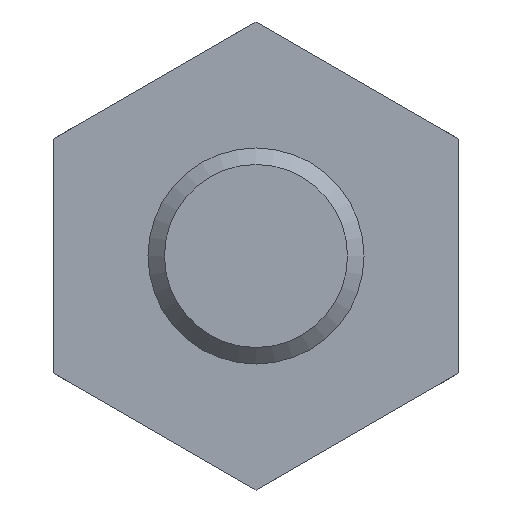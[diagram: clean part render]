
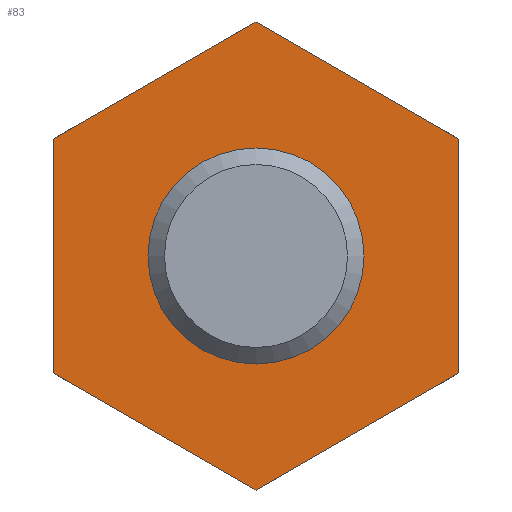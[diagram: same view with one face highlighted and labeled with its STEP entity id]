
A CAD part, front view. The second image highlights one B-rep face of the part: STEP entity #83.
In plain terms, the highlighted planar face has unit normal (0, -1, 0).
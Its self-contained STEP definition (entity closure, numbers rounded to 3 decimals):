
#83 = ADVANCED_FACE( '', ( #172, #173 ), #174, .F. );
#172 = FACE_BOUND( '', #267, .T. );
#173 = FACE_OUTER_BOUND( '', #268, .T. );
#174 = PLANE( '', #269 );
#267 = EDGE_LOOP( '', ( #435 ) );
#268 = EDGE_LOOP( '', ( #436, #437, #438, #439, #440, #441 ) );
#269 = AXIS2_PLACEMENT_3D( '', #442, #443, #444 );
#435 = ORIENTED_EDGE( '', *, *, #586, .F. );
#436 = ORIENTED_EDGE( '', *, *, #576, .T. );
#437 = ORIENTED_EDGE( '', *, *, #587, .T. );
#438 = ORIENTED_EDGE( '', *, *, #530, .T. );
#439 = ORIENTED_EDGE( '', *, *, #588, .T. );
#440 = ORIENTED_EDGE( '', *, *, #549, .T. );
#441 = ORIENTED_EDGE( '', *, *, #579, .T. );
#442 = CARTESIAN_POINT( '', ( 17.5, 0., 0. ) );
#443 = DIRECTION( '', ( 0., 1., 0. ) );
#444 = DIRECTION( '', ( 0., 0., 1. ) );
#530 = EDGE_CURVE( '', #618, #616, #619, .T. );
#549 = EDGE_CURVE( '', #650, #648, #651, .T. );
#576 = EDGE_CURVE( '', #689, #687, #690, .T. );
#579 = EDGE_CURVE( '', #648, #689, #693, .T. );
#586 = EDGE_CURVE( '', #702, #702, #703, .T. );
#587 = EDGE_CURVE( '', #687, #618, #704, .T. );
#588 = EDGE_CURVE( '', #616, #650, #705, .T. );
#616 = VERTEX_POINT( '', #745 );
#618 = VERTEX_POINT( '', #748 );
#619 = LINE( '', #749, #750 );
#648 = VERTEX_POINT( '', #812 );
#650 = VERTEX_POINT( '', #815 );
#651 = LINE( '', #816, #817 );
#687 = VERTEX_POINT( '', #914 );
#689 = VERTEX_POINT( '', #917 );
#690 = LINE( '', #918, #919 );
#693 = LINE( '', #923, #924 );
#702 = VERTEX_POINT( '', #934 );
#703 = CIRCLE( '', #935, 6.4 );
#704 = LINE( '', #936, #937 );
#705 = LINE( '', #938, #939 );
#745 = CARTESIAN_POINT( '', ( 0., 0., -17.321 ) );
#748 = CARTESIAN_POINT( '', ( -15., 0., -8.66 ) );
#749 = CARTESIAN_POINT( '', ( 5.625, 0., -20.568 ) );
#750 = VECTOR( '', #987, 1000. );
#812 = CARTESIAN_POINT( '', ( 15., 0., 8.66 ) );
#815 = CARTESIAN_POINT( '', ( 15., 0., -8.66 ) );
#816 = CARTESIAN_POINT( '', ( 15., 0., 0. ) );
#817 = VECTOR( '', #1007, 1000. );
#914 = CARTESIAN_POINT( '', ( -15., 0., 8.66 ) );
#917 = CARTESIAN_POINT( '', ( 0., 0., 17.321 ) );
#918 = CARTESIAN_POINT( '', ( 5.625, 0., 20.568 ) );
#919 = VECTOR( '', #1035, 1000. );
#923 = CARTESIAN_POINT( '', ( 20.625, 0., 5.413 ) );
#924 = VECTOR( '', #1037, 1000. );
#934 = CARTESIAN_POINT( '', ( 0., 0., -6.4 ) );
#935 = AXIS2_PLACEMENT_3D( '', #1045, #1046, #1047 );
#936 = CARTESIAN_POINT( '', ( -15., 0., 0. ) );
#937 = VECTOR( '', #1048, 1000. );
#938 = CARTESIAN_POINT( '', ( 20.625, 0., -5.413 ) );
#939 = VECTOR( '', #1049, 1000. );
#987 = DIRECTION( '', ( 0.866, 0., -0.5 ) );
#1007 = DIRECTION( '', ( 0., 0., 1. ) );
#1035 = DIRECTION( '', ( -0.866, 0., -0.5 ) );
#1037 = DIRECTION( '', ( -0.866, 0., 0.5 ) );
#1045 = CARTESIAN_POINT( '', ( 0., 0., 0. ) );
#1046 = DIRECTION( '', ( 0., -1., 0. ) );
#1047 = DIRECTION( '', ( 0., 0., -1. ) );
#1048 = DIRECTION( '', ( 0., 0., -1. ) );
#1049 = DIRECTION( '', ( 0.866, 0., 0.5 ) );
